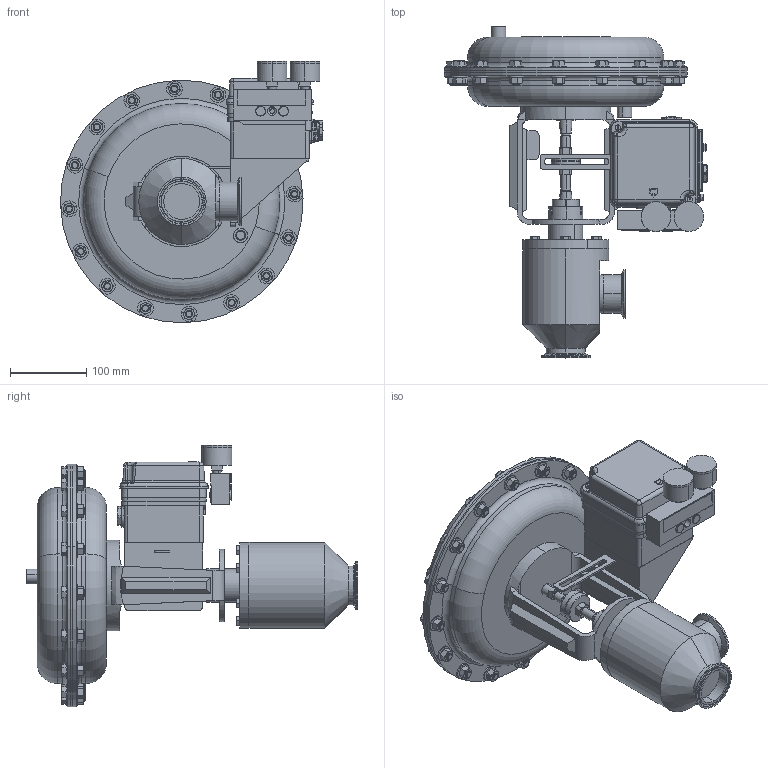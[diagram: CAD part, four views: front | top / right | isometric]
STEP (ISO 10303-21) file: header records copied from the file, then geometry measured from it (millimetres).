
FILE_DESCRIPTION (( 'STEP AP203' ), '1' );
FILE_NAME ('978SP-200-JD-55M-16IP.STEP', '2017-06-13T13:10:11', ( '' ), ( '' ), 'SwSTEP 2.0', 'SolidWorks 2014', '' );
FILE_SCHEMA (( 'CONFIG_CONTROL_DESIGN' ));
Length unit declared in the file: inch
Products named in the file (2): 978SP-200-JD-55M-16IP
Bounding box: 344.26 x 434.4 x 342.27 mm (x, y, z)
Volume: 8103844.3 mm3; surface area: 521117.6 mm2
Topology: 3 solids, 3 shells, 1617 faces, 3781 edges, 2301 vertices
Faces by surface type: plane 691, cone 447, cylinder 371, bspline 84, torus 24
Entity records: 50960 total; most frequent: CARTESIAN_POINT 15177, ORIENTED_EDGE 7526, DIRECTION 7194, EDGE_CURVE 3763, AXIS2_PLACEMENT_3D 2799, VERTEX_POINT 2301, EDGE_LOOP 1782, FACE_OUTER_BOUND 1617
